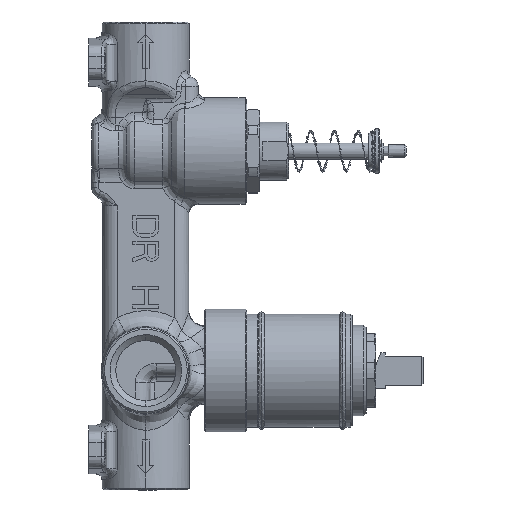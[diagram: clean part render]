
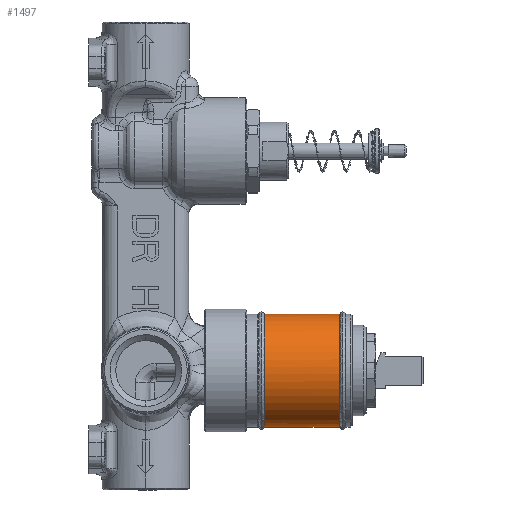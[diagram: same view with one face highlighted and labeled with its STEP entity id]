
A CAD part, left-side view. The second image highlights one B-rep face of the part: STEP entity #1497.
In plain terms, the highlighted cylindrical face has radius 17.5 mm (diameter 35 mm), a partial arc.
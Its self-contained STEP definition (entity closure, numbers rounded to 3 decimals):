
#1497=ADVANCED_FACE('',(#3148),#23607,.T.);
#3148=FACE_OUTER_BOUND('',#4856,.T.);
#4856=EDGE_LOOP('',(#11081,#11082,#11083,#11084));
#11081=ORIENTED_EDGE('',*,*,#16030,.T.);
#11082=ORIENTED_EDGE('',*,*,#16033,.T.);
#11083=ORIENTED_EDGE('',*,*,#16032,.T.);
#11084=ORIENTED_EDGE('',*,*,#16031,.T.);
#16030=EDGE_CURVE('',#22674,#22675,#20438,.T.);
#16031=EDGE_CURVE('',#22676,#22674,#18787,.T.);
#16032=EDGE_CURVE('',#22677,#22676,#20439,.T.);
#16033=EDGE_CURVE('',#22675,#22677,#18788,.T.);
#18787=B_SPLINE_CURVE_WITH_KNOTS('',1,(#78392,#78393),.UNSPECIFIED.,.F.,
 .F.,(2,2),(-23.2,0.),.UNSPECIFIED.);
#18788=B_SPLINE_CURVE_WITH_KNOTS('',1,(#78399,#78400),.UNSPECIFIED.,.F.,
 .F.,(2,2),(-23.2,0.),.UNSPECIFIED.);
#20438=(
BOUNDED_CURVE()
B_SPLINE_CURVE(2,(#78387,#78388,#78389,#78390,#78391),.UNSPECIFIED.,.F.,
 .F.)
B_SPLINE_CURVE_WITH_KNOTS((3,2,3),(-54.978,-27.489,
0.),.UNSPECIFIED.)
CURVE()
GEOMETRIC_REPRESENTATION_ITEM()
RATIONAL_B_SPLINE_CURVE((1.,0.707,1.,0.707,1.))
REPRESENTATION_ITEM('')
);
#20439=(
BOUNDED_CURVE()
B_SPLINE_CURVE(2,(#78394,#78395,#78396,#78397,#78398),.UNSPECIFIED.,.F.,
 .F.)
B_SPLINE_CURVE_WITH_KNOTS((3,2,3),(-54.978,-27.489,
0.),.UNSPECIFIED.)
CURVE()
GEOMETRIC_REPRESENTATION_ITEM()
RATIONAL_B_SPLINE_CURVE((1.,0.707,1.,0.707,1.))
REPRESENTATION_ITEM('')
);
#22674=VERTEX_POINT('',#78129);
#22675=VERTEX_POINT('',#78130);
#22676=VERTEX_POINT('',#78131);
#22677=VERTEX_POINT('',#78132);
#23607=CYLINDRICAL_SURFACE('',#25911,17.5);
#25911=AXIS2_PLACEMENT_3D('',#78002,#26827,$);
#26827=DIRECTION('',(0.,-1.,0.));
#78002=CARTESIAN_POINT('',(0.,30.1,0.));
#78129=CARTESIAN_POINT('',(-17.5,41.7,0.));
#78130=CARTESIAN_POINT('',(17.5,41.7,0.));
#78131=CARTESIAN_POINT('',(-17.5,18.5,0.));
#78132=CARTESIAN_POINT('',(17.5,18.5,0.));
#78387=CARTESIAN_POINT('',(-17.5,41.7,0.));
#78388=CARTESIAN_POINT('',(-17.5,41.7,-17.5));
#78389=CARTESIAN_POINT('',(0.,41.7,-17.5));
#78390=CARTESIAN_POINT('',(17.5,41.7,-17.5));
#78391=CARTESIAN_POINT('',(17.5,41.7,0.));
#78392=CARTESIAN_POINT('',(-17.5,18.5,0.));
#78393=CARTESIAN_POINT('',(-17.5,41.7,0.));
#78394=CARTESIAN_POINT('',(17.5,18.5,0.));
#78395=CARTESIAN_POINT('',(17.5,18.5,-17.5));
#78396=CARTESIAN_POINT('',(0.,18.5,-17.5));
#78397=CARTESIAN_POINT('',(-17.5,18.5,-17.5));
#78398=CARTESIAN_POINT('',(-17.5,18.5,0.));
#78399=CARTESIAN_POINT('',(17.5,41.7,0.));
#78400=CARTESIAN_POINT('',(17.5,18.5,0.));
